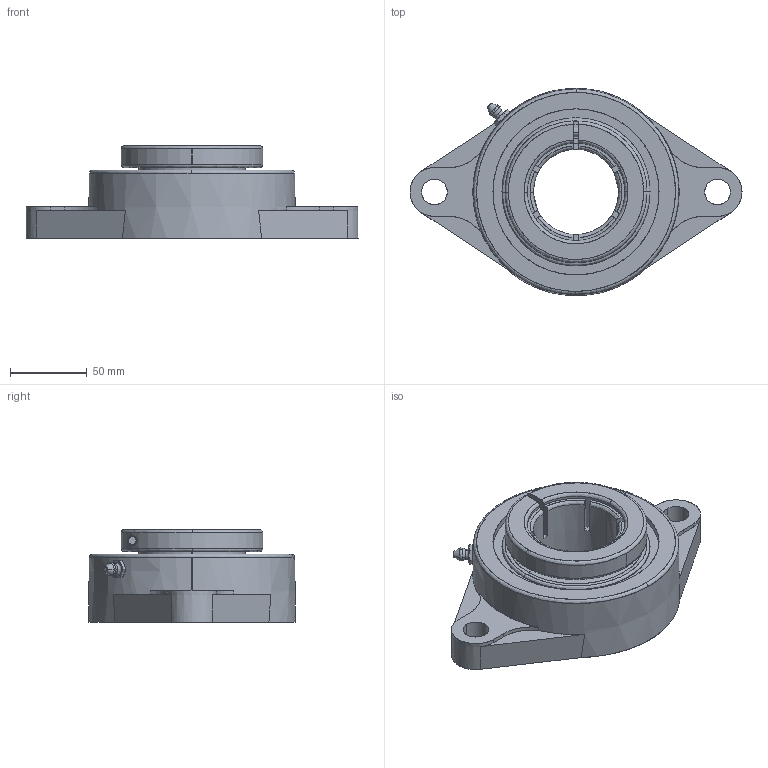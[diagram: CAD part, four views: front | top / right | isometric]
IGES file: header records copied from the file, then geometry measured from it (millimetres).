
Start section: SolidWorks IGES file using analytic representation for surfaces
Global section: file name: SFDEFAU0812737518144.igs; native system: SolidWorks 2017; preprocessor: SolidWorks 2017; author: partstream; date: 170812.073754; units: millimetre
Bounding box: 215.9 x 134.9 x 60.33 mm (x, y, z)
Surface area: 82731.4 mm2 (no closed solid volume)
Topology: 0 solids, 0 shells, 161 faces, 3052 edges, 3060 vertices
Faces by surface type: bspline 98, revolution 63
